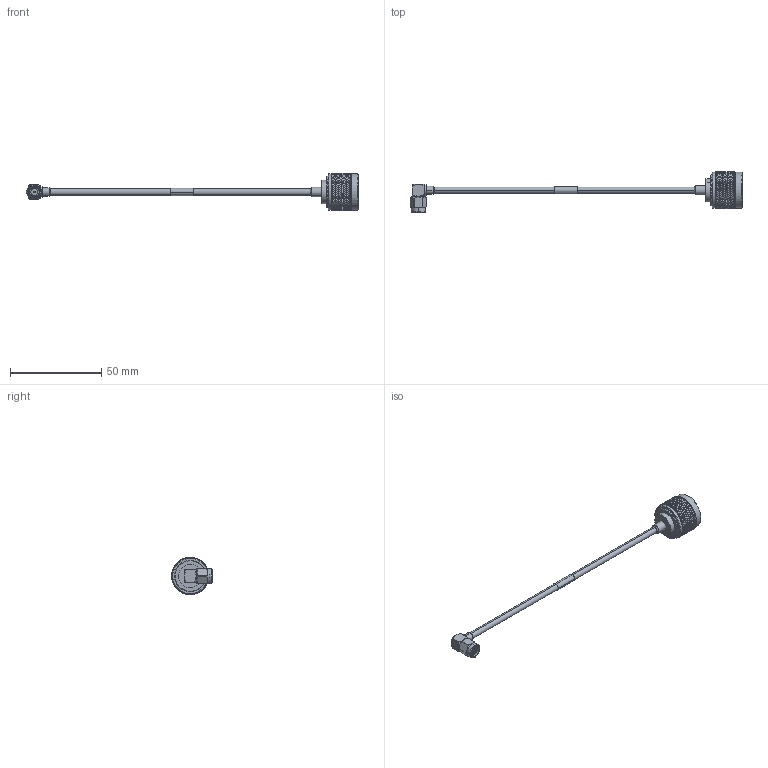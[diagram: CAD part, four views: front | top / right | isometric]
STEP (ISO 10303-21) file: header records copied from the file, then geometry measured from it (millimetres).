
FILE_DESCRIPTION (( 'STEP AP214' ), '1' );
FILE_NAME ('LCCA30411.step', '2020-05-01T17:50:30', ( '' ), ( '' ), 'SwSTEP 2.0', 'SolidWorks 2018', '' );
FILE_SCHEMA (( 'AUTOMOTIVE_DESIGN' ));
Length unit declared in the file: inch
Products named in the file (7): solder plug left^LCCA30411; 1AW01-003_.152 ID; LCCN3051; solder plug right^LCCA30411; LCCN3045; LCCA30411; LC141TB (141 FORMABLE)
Assembly tree (6 placements, depth 2):
  LCCA30411
    LC141TB (141 FORMABLE)
    LCCN3045
    solder plug left^LCCA30411
    1AW01-003_.152 ID
    LCCN3051
    solder plug right^LCCA30411
Bounding box: 181.56 x 22.22 x 20.32 mm (x, y, z)
Volume: 6214.2 mm3; surface area: 6279.8 mm2
Topology: 8 solids, 8 shells, 2541 faces, 5521 edges, 3010 vertices
Faces by surface type: bspline 1798, cylinder 530, plane 161, cone 42, torus 6, sphere 4
Entity records: 98481 total; most frequent: CARTESIAN_POINT 62928, ORIENTED_EDGE 11038, EDGE_CURVE 5519, VERTEX_POINT 3010, DIRECTION 2682, EDGE_LOOP 2565, FACE_OUTER_BOUND 2541, ADVANCED_FACE 2541
